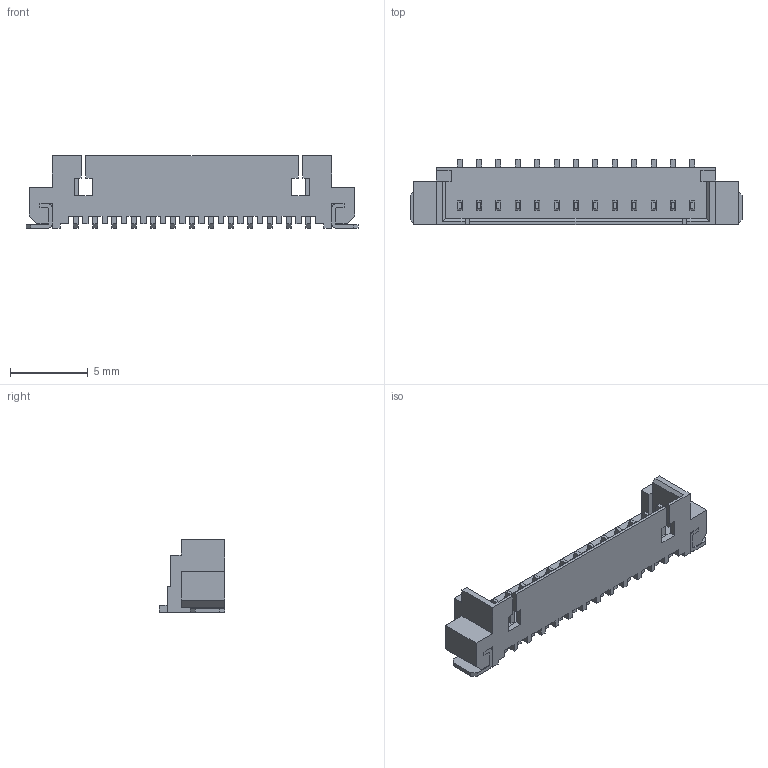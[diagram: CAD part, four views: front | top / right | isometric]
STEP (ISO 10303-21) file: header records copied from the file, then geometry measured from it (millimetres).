
FILE_DESCRIPTION(/* description */ ('model of Molex_PicoBlade_53398-1371_1x13-1MP_P1.25mm_Vertical'),/* implementation_level */ '2;1');
FILE_NAME(/* name */ 'Molex_PicoBlade_53398-1371_1x13-1MP_P1.25mm_Vertical.step',/* time_stamp */ '2018-06-18T10:25:28',/* author */ ('Rene Poeschl',''),/* organization */ (''),/* preprocessor_version */ '',/* originating_system */ '',/* authorisation */ '');
FILE_SCHEMA(('AUTOMOTIVE_DESIGN { 1 0 10303 214 1 1 1 1 }'));
Length unit declared in the file: millimetre
Products named in the file (1): Molex_53398_1371
Bounding box: 21.4 x 4.2 x 4.7 mm (x, y, z)
Volume: 137.7 mm3; surface area: 542.7 mm2
Topology: 1 solids, 1 shells, 377 faces, 1035 edges, 686 vertices
Faces by surface type: plane 369, cylinder 8
Entity records: 7753 total; most frequent: ORIENTED_EDGE 1614, CARTESIAN_POINT 1077, EDGE_CURVE 1035, LINE 960, VERTEX_POINT 686, FACE_BOUND 403, EDGE_LOOP 403, ADVANCED_FACE 377
